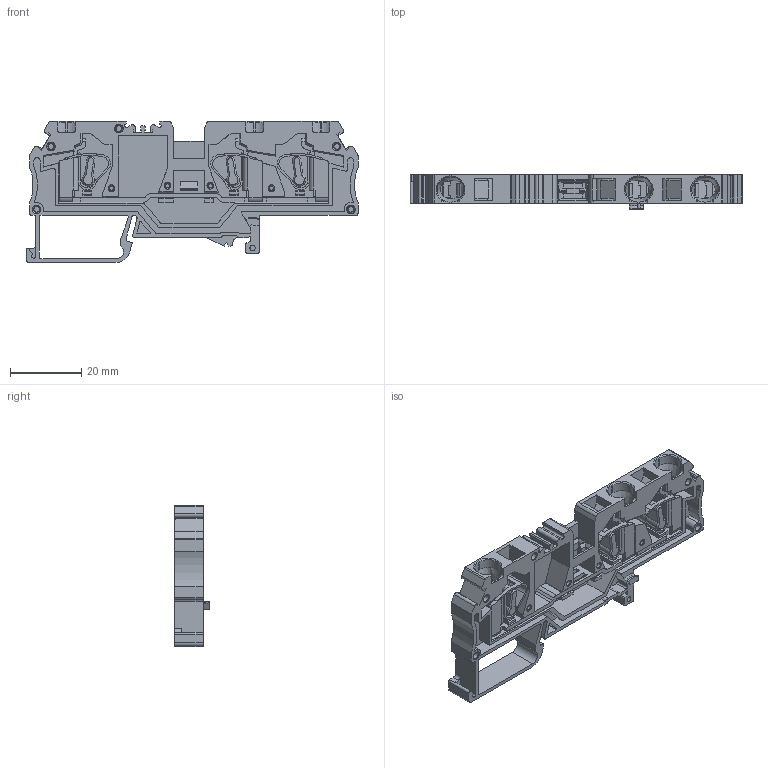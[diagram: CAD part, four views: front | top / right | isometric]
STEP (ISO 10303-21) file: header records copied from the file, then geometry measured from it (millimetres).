
FILE_DESCRIPTION(/* description */ ('Unknown'),/* implementation_level */ '2;1');
FILE_NAME(/* name */ 'DST 6-1X2',/* time_stamp */ '2018-10-24T14:03:15+06:00',/* author */ ('Unknown'),/* organization */ ('Unknown'),/* preprocessor_version */ 'ST-DEVELOPER v16.7',/* originating_system */ 'DEX',/* authorisation */ $);
FILE_SCHEMA (('AUTOMOTIVE_DESIGN {1 0 10303 214 3 1 1}'));
Length unit declared in the file: millimetre
Products named in the file (1): Part1
Bounding box: 93 x 9.75 x 39.5 mm (x, y, z)
Volume: 10490.8 mm3; surface area: 15863.3 mm2
Topology: 1 solids, 1 shells, 1095 faces, 3101 edges, 2050 vertices
Faces by surface type: plane 760, cylinder 201, bspline 92, torus 23, cone 19
Full cylindrical faces by diameter (mm): 1.5 x5, 2 x5
Entity records: 47617 total; most frequent: CARTESIAN_POINT 12068, ORIENTED_EDGE 6098, DIRECTION 5224, EDGE_CURVE 3049, LINE 2242, VECTOR 2242, VERTEX_POINT 2041, AXIS2_PLACEMENT_3D 1491
